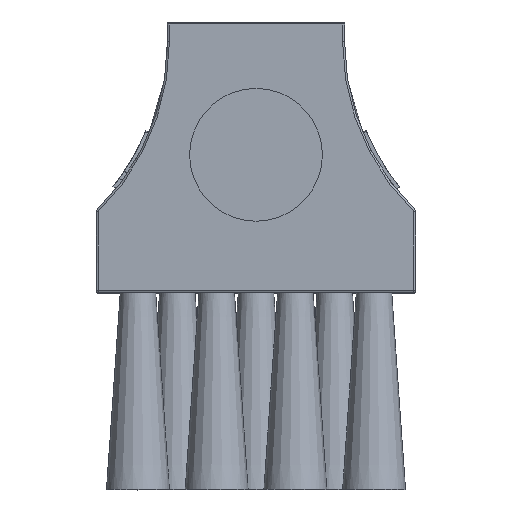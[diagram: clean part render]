
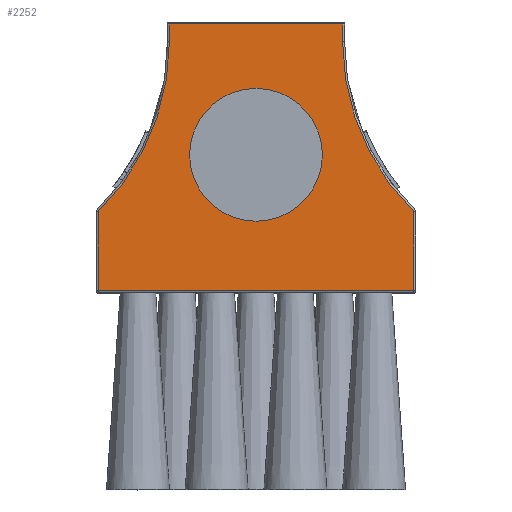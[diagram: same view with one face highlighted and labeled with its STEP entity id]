
A CAD part, top view. The second image highlights one B-rep face of the part: STEP entity #2252.
In plain terms, the highlighted planar face has unit normal (0, 0, 1).
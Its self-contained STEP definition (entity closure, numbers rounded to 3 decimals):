
#1871=CARTESIAN_POINT('',(16.05,-27.3,57.75));
#1872=VERTEX_POINT('',#1871);
#1880=CARTESIAN_POINT('',(-16.05,-27.3,57.75));
#1881=VERTEX_POINT('',#1880);
#1882=CARTESIAN_POINT('',(16.05,-27.3,57.75));
#1883=DIRECTION('',(-1.0,0.0,0.0));
#1884=VECTOR('',#1883,32.1);
#1885=LINE('',#1882,#1884);
#1886=EDGE_CURVE('',#1872,#1881,#1885,.T.);
#1904=CARTESIAN_POINT('',(-8.8,-2.,57.75));
#1905=VERTEX_POINT('',#1904);
#1913=CARTESIAN_POINT('',(-8.8,-0.2,57.75));
#1914=VERTEX_POINT('',#1913);
#1915=CARTESIAN_POINT('',(-8.8,-2.,57.75));
#1916=DIRECTION('',(0.0,1.0,0.0));
#1917=VECTOR('',#1916,1.8);
#1918=LINE('',#1915,#1917);
#1919=EDGE_CURVE('',#1905,#1914,#1918,.T.);
#1937=CARTESIAN_POINT('',(-16.05,-19.272,57.75));
#1938=VERTEX_POINT('',#1937);
#1939=CARTESIAN_POINT('',(-33.,-2.,57.75));
#1940=DIRECTION('',(0.0,0.0,1.0));
#1941=DIRECTION('',(0.921,-0.389,0.0));
#1942=AXIS2_PLACEMENT_3D('',#1939,#1940,#1941);
#1943=CIRCLE('',#1942,24.2);
#1944=EDGE_CURVE('',#1938,#1905,#1943,.T.);
#1980=CARTESIAN_POINT('',(-16.05,-27.3,57.75));
#1981=DIRECTION('',(0.0,1.0,0.0));
#1982=VECTOR('',#1981,8.028);
#1983=LINE('',#1980,#1982);
#1984=EDGE_CURVE('',#1881,#1938,#1983,.T.);
#2003=CARTESIAN_POINT('',(8.8,-0.2,57.75));
#2004=VERTEX_POINT('',#2003);
#2005=CARTESIAN_POINT('',(-8.8,-0.2,57.75));
#2006=DIRECTION('',(1.0,0.0,0.0));
#2007=VECTOR('',#2006,17.6);
#2008=LINE('',#2005,#2007);
#2009=EDGE_CURVE('',#1914,#2004,#2008,.T.);
#2047=CARTESIAN_POINT('',(8.8,-2.,57.75));
#2048=VERTEX_POINT('',#2047);
#2049=CARTESIAN_POINT('',(8.8,-0.2,57.75));
#2050=DIRECTION('',(0.0,-1.0,0.0));
#2051=VECTOR('',#2050,1.8);
#2052=LINE('',#2049,#2051);
#2053=EDGE_CURVE('',#2004,#2048,#2052,.T.);
#2088=CARTESIAN_POINT('',(16.05,-19.272,57.75));
#2089=VERTEX_POINT('',#2088);
#2090=CARTESIAN_POINT('',(33.,-2.,57.75));
#2091=DIRECTION('',(0.0,0.0,1.));
#2092=DIRECTION('',(-0.921,-0.389,0.0));
#2093=AXIS2_PLACEMENT_3D('',#2090,#2091,#2092);
#2094=CIRCLE('',#2093,24.2);
#2095=EDGE_CURVE('',#2048,#2089,#2094,.T.);
#2138=CARTESIAN_POINT('',(16.05,-19.272,57.75));
#2139=DIRECTION('',(0.0,-1.0,0.0));
#2140=VECTOR('',#2139,8.028);
#2141=LINE('',#2138,#2140);
#2142=EDGE_CURVE('',#2089,#1872,#2141,.T.);
#2226=CARTESIAN_POINT('',(5.322,-13.846,57.75));
#2227=DIRECTION('',(0.0,0.0,1.0));
#2228=DIRECTION('',(1.0,0.0,0.0));
#2229=AXIS2_PLACEMENT_3D('',#2226,#2227,#2228);
#2230=PLANE('',#2229);
#2231=ORIENTED_EDGE('',*,*,#1919,.F.);
#2232=ORIENTED_EDGE('',*,*,#1944,.F.);
#2233=ORIENTED_EDGE('',*,*,#1984,.F.);
#2234=ORIENTED_EDGE('',*,*,#1886,.F.);
#2235=ORIENTED_EDGE('',*,*,#2142,.F.);
#2236=ORIENTED_EDGE('',*,*,#2095,.F.);
#2237=ORIENTED_EDGE('',*,*,#2053,.F.);
#2238=ORIENTED_EDGE('',*,*,#2009,.F.);
#2239=EDGE_LOOP('',(#2231,#2232,#2233,#2234,#2235,#2236,#2237,#2238));
#2240=FACE_OUTER_BOUND('',#2239,.T.);
#2241=CARTESIAN_POINT('',(6.75,-13.5,57.75));
#2242=VERTEX_POINT('',#2241);
#2243=CARTESIAN_POINT('',(0.,-13.5,57.75));
#2244=DIRECTION('',(0.0,0.0,-1.0));
#2245=DIRECTION('',(1.0,0.0,0.0));
#2246=AXIS2_PLACEMENT_3D('',#2243,#2244,#2245);
#2247=CIRCLE('',#2246,6.75);
#2248=EDGE_CURVE('',#2242,#2242,#2247,.T.);
#2249=ORIENTED_EDGE('',*,*,#2248,.T.);
#2250=EDGE_LOOP('',(#2249));
#2251=FACE_BOUND('',#2250,.T.);
#2252=ADVANCED_FACE('',(#2240,#2251),#2230,.T.);
